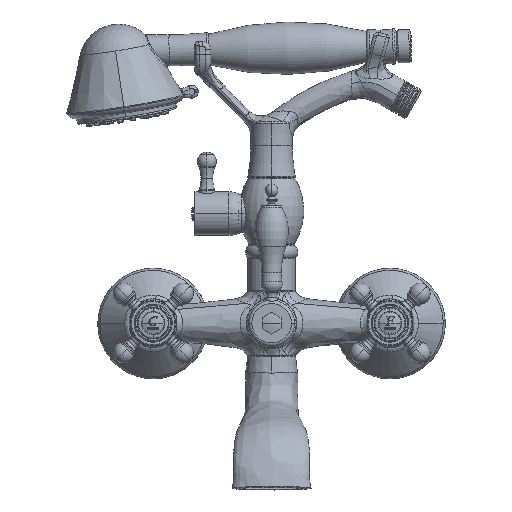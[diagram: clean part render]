
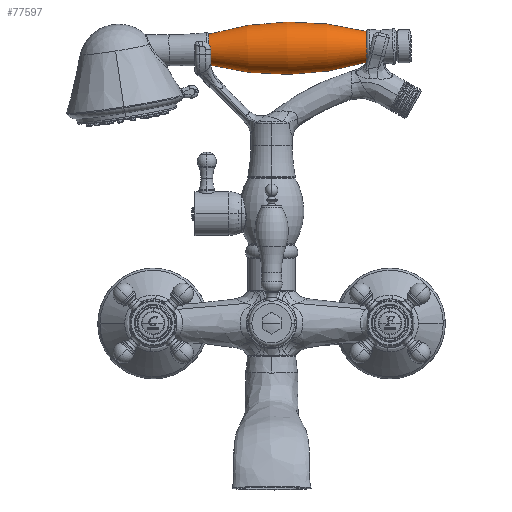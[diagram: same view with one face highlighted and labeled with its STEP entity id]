
A CAD part, top view. The second image highlights one B-rep face of the part: STEP entity #77597.
In plain terms, the highlighted toroidal (fillet/blend) face has major radius 168.631 mm and minor radius 185.256 mm.
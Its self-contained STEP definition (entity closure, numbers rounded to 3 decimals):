
#1145 = CARTESIAN_POINT ( 'NONE',  ( 107.418, 22.938, 0. ) ) ;
#1782 = DIRECTION ( 'NONE',  ( -0.139, -0.99, 0. ) ) ;
#4626 = EDGE_LOOP ( 'NONE', ( #86022, #36833, #14970, #186341 ) ) ;
#6714 = CIRCLE ( 'NONE', #172385, 185.256 ) ;
#10504 = VERTEX_POINT ( 'NONE', #27848 ) ;
#13446 = AXIS2_PLACEMENT_3D ( 'NONE', #107349, #77696, #90567 ) ;
#14970 = ORIENTED_EDGE ( 'NONE', *, *, #134335, .F. ) ;
#20904 = VERTEX_POINT ( 'NONE', #142212 ) ;
#22915 = CARTESIAN_POINT ( 'NONE',  ( 57.905, 29.897, 0. ) ) ;
#27362 = CARTESIAN_POINT ( 'NONE',  ( 158.289, 25.634, 0. ) ) ;
#27848 = CARTESIAN_POINT ( 'NONE',  ( 155.575, 6.324, 0. ) ) ;
#34226 = DIRECTION ( 'NONE',  ( 0., 0., 1. ) ) ;
#36833 = ORIENTED_EDGE ( 'NONE', *, *, #62521, .T. ) ;
#54622 = EDGE_CURVE ( 'NONE', #10504, #65607, #6714, .T. ) ;
#57385 = DIRECTION ( 'NONE',  ( 0., 0., -1. ) ) ;
#62521 = EDGE_CURVE ( 'NONE', #112929, #20904, #136510, .T. ) ;
#64470 = DIRECTION ( 'NONE',  ( 0., -1., 0. ) ) ;
#65607 = VERTEX_POINT ( 'NONE', #89448 ) ;
#68001 = DIRECTION ( 'NONE',  ( -0.99, 0.139, 0. ) ) ;
#68573 = EDGE_CURVE ( 'NONE', #10504, #112929, #141395, .T. ) ;
#77597 = ADVANCED_FACE ( 'NONE', ( #90451 ), #95052, .T. ) ;
#77696 = DIRECTION ( 'NONE',  ( -0.99, 0.139, 0. ) ) ;
#78040 = CARTESIAN_POINT ( 'NONE',  ( 83.95, -144.052, 0. ) ) ;
#86022 = ORIENTED_EDGE ( 'NONE', *, *, #68573, .T. ) ;
#89448 = CARTESIAN_POINT ( 'NONE',  ( 56.548, 20.241, 0. ) ) ;
#90451 = FACE_OUTER_BOUND ( 'NONE', #4626, .T. ) ;
#90567 = DIRECTION ( 'NONE',  ( -0.139, -0.99, 0. ) ) ;
#92745 = AXIS2_PLACEMENT_3D ( 'NONE', #22915, #68001, #140239 ) ;
#95052 = TOROIDAL_SURFACE ( 'NONE', #119648, -168.631, 185.256 ) ;
#102532 = CARTESIAN_POINT ( 'NONE',  ( 130.887, 189.927, 0. ) ) ;
#107349 = CARTESIAN_POINT ( 'NONE',  ( 156.932, 15.979, 0. ) ) ;
#111056 = CIRCLE ( 'NONE', #92745, 9.75 ) ;
#112929 = VERTEX_POINT ( 'NONE', #27362 ) ;
#119648 = AXIS2_PLACEMENT_3D ( 'NONE', #1145, #134525, #1782 ) ;
#134335 = EDGE_CURVE ( 'NONE', #65607, #20904, #111056, .T. ) ;
#134525 = DIRECTION ( 'NONE',  ( -0.99, 0.139, 0. ) ) ;
#134856 = AXIS2_PLACEMENT_3D ( 'NONE', #78040, #34226, #64470 ) ;
#136510 = CIRCLE ( 'NONE', #134856, 185.256 ) ;
#140239 = DIRECTION ( 'NONE',  ( -0.139, -0.99, 0. ) ) ;
#141395 = CIRCLE ( 'NONE', #13446, 9.75 ) ;
#142212 = CARTESIAN_POINT ( 'NONE',  ( 59.262, 39.552, 0. ) ) ;
#146393 = DIRECTION ( 'NONE',  ( -1., 0., 0. ) ) ;
#172385 = AXIS2_PLACEMENT_3D ( 'NONE', #102532, #57385, #146393 ) ;
#186341 = ORIENTED_EDGE ( 'NONE', *, *, #54622, .F. ) ;
